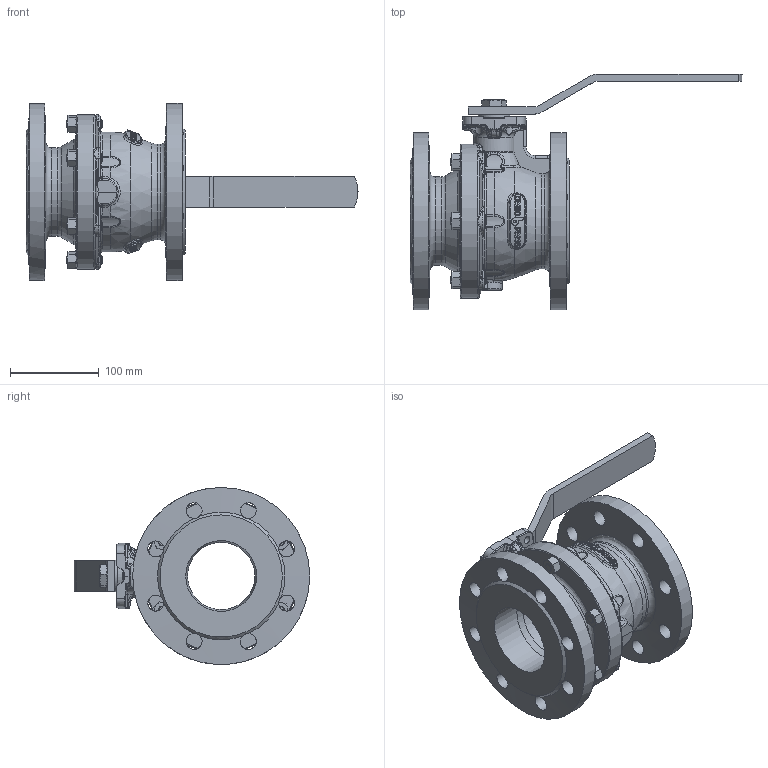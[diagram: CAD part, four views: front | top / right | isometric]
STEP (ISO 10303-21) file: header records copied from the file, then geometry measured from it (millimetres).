
FILE_DESCRIPTION( ( 'Unknown' ), '1' );
FILE_NAME( '4.170.080.stp', 'Unknown', ( 'Unknown' ), ( 'Unknown' ), 'PSStep 13.0', 'Unknown', ' ' );
FILE_SCHEMA( ( 'AUTOMOTIVE_DESIGN { 1 0 10303 214 1 1 1 1 }' ) );
Length unit declared in the file: millimetre
Products named in the file (2): Assem1; B2.DN080
Bounding box: 375 x 266 x 200 mm (x, y, z)
Volume: 4839229.9 mm3; surface area: 615619.3 mm2
Topology: 2 solids, 6 shells, 2542 faces, 6640 edges, 4082 vertices
Faces by surface type: plane 688, bspline 612, cylinder 428, cone 402, extrusion 274, torus 108, sphere 30
Full cylindrical faces by diameter (mm): 2.952 x2, 9 x8, 10 x24, 11 x12, 12.755 x2, 14 x2, 18 x32, 22.5 x2, 24 x2, 25 x2, 35.9 x2, 76 x2, 80 x4, 100 x2, 174 x2, 200 x4
Entity records: 72687 total; most frequent: CARTESIAN_POINT 35278, ORIENTED_EDGE 6300, DIRECTION 4646, EDGE_CURVE 3150, VERTEX_POINT 1989, AXIS2_PLACEMENT_3D 1883, B_SPLINE_CURVE_WITH_KNOTS 1443, EDGE_LOOP 1440
